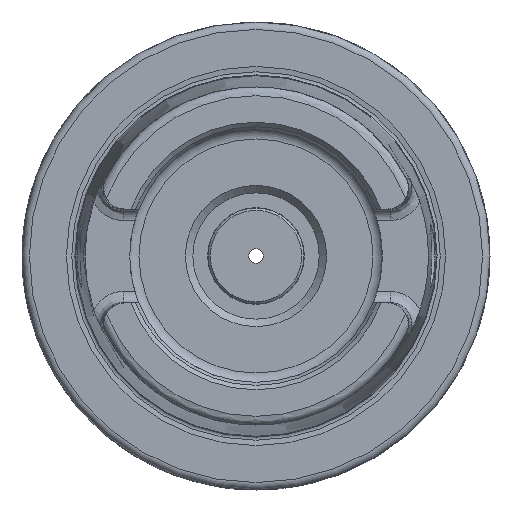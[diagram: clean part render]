
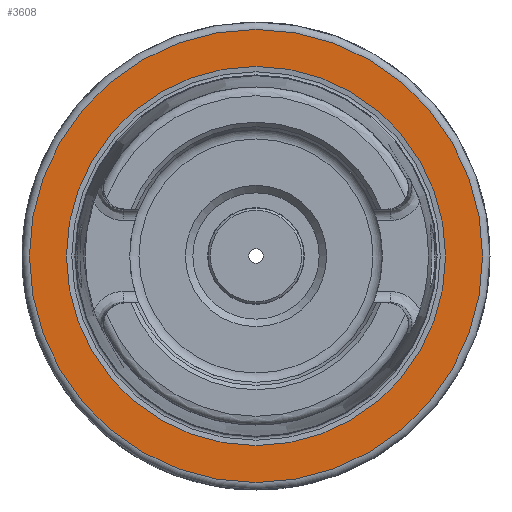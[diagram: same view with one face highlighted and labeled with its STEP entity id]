
A CAD part, left-side view. The second image highlights one B-rep face of the part: STEP entity #3608.
In plain terms, the highlighted planar face has unit normal (-1, 0, 0).
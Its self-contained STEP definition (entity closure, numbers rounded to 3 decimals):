
#310=FACE_BOUND('',#785,.T.);
#383=PLANE('',#3970);
#550=FACE_OUTER_BOUND('',#784,.T.);
#784=EDGE_LOOP('',(#3081));
#785=EDGE_LOOP('',(#3082));
#1359=CIRCLE('',#3969,25.521);
#1360=CIRCLE('',#3971,30.5);
#1682=VERTEX_POINT('',#7596);
#1683=VERTEX_POINT('',#7600);
#2164=EDGE_CURVE('',#1682,#1682,#1359,.T.);
#2165=EDGE_CURVE('',#1683,#1683,#1360,.T.);
#3081=ORIENTED_EDGE('',*,*,#2165,.F.);
#3082=ORIENTED_EDGE('',*,*,#2164,.T.);
#3608=ADVANCED_FACE('',(#550,#310),#383,.T.);
#3969=AXIS2_PLACEMENT_3D('',#7598,#4762,#4763);
#3970=AXIS2_PLACEMENT_3D('',#7599,#4764,#4765);
#3971=AXIS2_PLACEMENT_3D('',#7601,#4766,#4767);
#4762=DIRECTION('center_axis',(1.,0.,0.));
#4763=DIRECTION('ref_axis',(0.,0.,-1.));
#4764=DIRECTION('center_axis',(-1.,0.,0.));
#4765=DIRECTION('ref_axis',(0.,0.,1.));
#4766=DIRECTION('center_axis',(1.,0.,0.));
#4767=DIRECTION('ref_axis',(0.,0.,-1.));
#7596=CARTESIAN_POINT('',(0.,-25.521,0.));
#7598=CARTESIAN_POINT('Origin',(0.,0.,
0.));
#7599=CARTESIAN_POINT('Origin',(0.,30.5,0.));
#7600=CARTESIAN_POINT('',(0.,0.,30.5));
#7601=CARTESIAN_POINT('Origin',(0.,0.,
0.));
